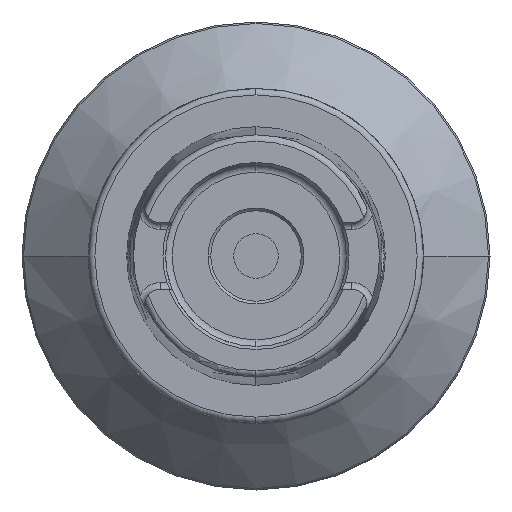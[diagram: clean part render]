
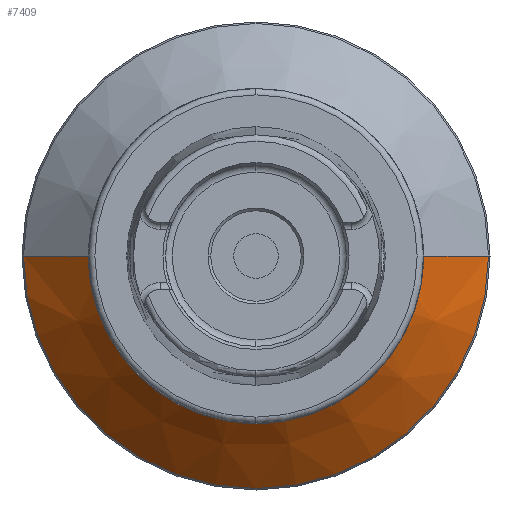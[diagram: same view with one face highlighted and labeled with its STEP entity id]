
A CAD part, left-side view. The second image highlights one B-rep face of the part: STEP entity #7409.
In plain terms, the highlighted conical face has half-angle 45 degrees and reference radius 43.707 mm.
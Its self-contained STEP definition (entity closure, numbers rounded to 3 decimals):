
#680 = CARTESIAN_POINT ( 'NONE',  ( 48.929, 0., 27.929 ) ) ;
#856 = DIRECTION ( 'NONE',  ( 0., 0., 1. ) ) ;
#1548 = VERTEX_POINT ( 'NONE', #6962 ) ;
#1659 = AXIS2_PLACEMENT_3D ( 'NONE', #7988, #4735, #856 ) ;
#2284 = ORIENTED_EDGE ( 'NONE', *, *, #11784, .T. ) ;
#2970 = CARTESIAN_POINT ( 'NONE',  ( 64.707, 0., 0. ) ) ;
#3032 = ORIENTED_EDGE ( 'NONE', *, *, #4842, .T. ) ;
#3042 = DIRECTION ( 'NONE',  ( 0., 0., -1. ) ) ;
#3489 = CARTESIAN_POINT ( 'NONE',  ( 64.707, 0., 43.707 ) ) ;
#3648 = AXIS2_PLACEMENT_3D ( 'NONE', #8119, #8546, #10428 ) ;
#4048 = LINE ( 'NONE', #10303, #8508 ) ;
#4152 = EDGE_CURVE ( 'NONE', #12351, #1548, #7453, .T. ) ;
#4735 = DIRECTION ( 'NONE',  ( -1., 0., 0. ) ) ;
#4842 = EDGE_CURVE ( 'NONE', #12351, #8033, #13155, .T. ) ;
#5938 = CARTESIAN_POINT ( 'NONE',  ( 64.707, 0., 43.707 ) ) ;
#6086 = AXIS2_PLACEMENT_3D ( 'NONE', #2970, #12308, #3042 ) ;
#6962 = CARTESIAN_POINT ( 'NONE',  ( 48.929, 0., -27.929 ) ) ;
#7409 = ADVANCED_FACE ( 'NONE', ( #8096 ), #11889, .T. ) ;
#7453 = CIRCLE ( 'NONE', #1659, 27.929 ) ;
#7720 = CARTESIAN_POINT ( 'NONE',  ( 64.707, 0., -43.707 ) ) ;
#7988 = CARTESIAN_POINT ( 'NONE',  ( 48.929, 0., 0. ) ) ;
#8033 = VERTEX_POINT ( 'NONE', #3489 ) ;
#8096 = FACE_OUTER_BOUND ( 'NONE', #8277, .T. ) ;
#8119 = CARTESIAN_POINT ( 'NONE',  ( 64.707, 0., 0. ) ) ;
#8277 = EDGE_LOOP ( 'NONE', ( #13156, #3032, #2284, #9686 ) ) ;
#8508 = VECTOR ( 'NONE', #12248, 1000. ) ;
#8546 = DIRECTION ( 'NONE',  ( -1., 0., 0. ) ) ;
#8586 = VECTOR ( 'NONE', #10035, 1000. ) ;
#9217 = VERTEX_POINT ( 'NONE', #7720 ) ;
#9686 = ORIENTED_EDGE ( 'NONE', *, *, #9687, .F. ) ;
#9687 = EDGE_CURVE ( 'NONE', #1548, #9217, #4048, .T. ) ;
#10035 = DIRECTION ( 'NONE',  ( 0.707, 0., 0.707 ) ) ;
#10303 = CARTESIAN_POINT ( 'NONE',  ( 64.707, 0., -43.707 ) ) ;
#10428 = DIRECTION ( 'NONE',  ( 0., 0., 1. ) ) ;
#11784 = EDGE_CURVE ( 'NONE', #8033, #9217, #12662, .T. ) ;
#11889 = CONICAL_SURFACE ( 'NONE', #6086, 43.707, 0.785 ) ;
#12248 = DIRECTION ( 'NONE',  ( 0.707, 0., -0.707 ) ) ;
#12308 = DIRECTION ( 'NONE',  ( 1., 0., 0. ) ) ;
#12351 = VERTEX_POINT ( 'NONE', #680 ) ;
#12662 = CIRCLE ( 'NONE', #3648, 43.707 ) ;
#13155 = LINE ( 'NONE', #5938, #8586 ) ;
#13156 = ORIENTED_EDGE ( 'NONE', *, *, #4152, .F. ) ;
